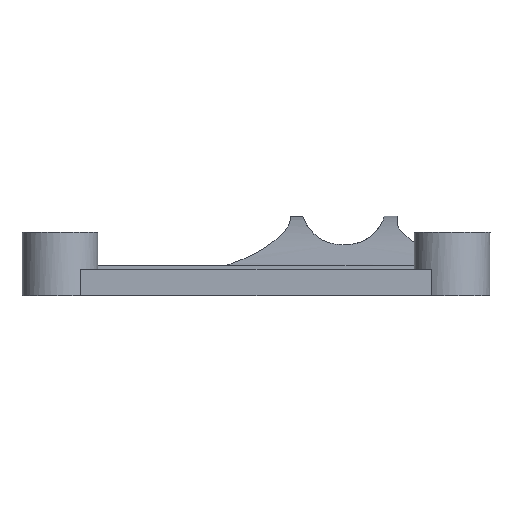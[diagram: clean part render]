
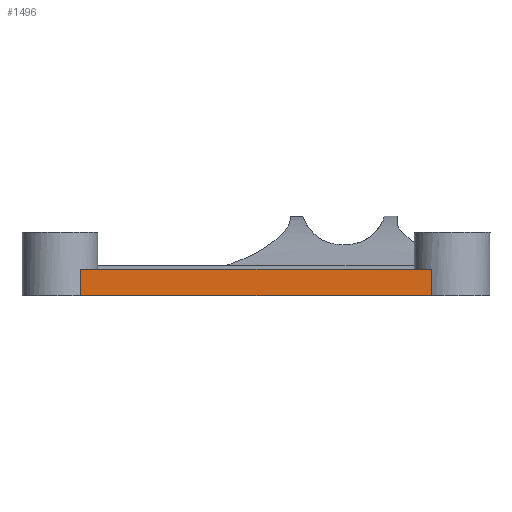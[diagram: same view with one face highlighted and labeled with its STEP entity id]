
A CAD part, front view. The second image highlights one B-rep face of the part: STEP entity #1496.
In plain terms, the highlighted planar face has unit normal (0, -1, 0).
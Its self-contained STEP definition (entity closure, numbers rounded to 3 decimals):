
#93=LINE('',#2577,#215);
#94=LINE('',#2579,#216);
#95=LINE('',#2581,#217);
#96=LINE('',#2582,#218);
#215=VECTOR('',#1960,10.);
#216=VECTOR('',#1961,10.);
#217=VECTOR('',#1962,10.);
#218=VECTOR('',#1963,10.);
#387=FACE_OUTER_BOUND('',#484,.T.);
#484=EDGE_LOOP('',(#1142,#1143,#1144,#1145));
#697=VERTEX_POINT('',#2575);
#698=VERTEX_POINT('',#2576);
#699=VERTEX_POINT('',#2578);
#700=VERTEX_POINT('',#2580);
#867=EDGE_CURVE('',#697,#698,#93,.T.);
#868=EDGE_CURVE('',#698,#699,#94,.T.);
#869=EDGE_CURVE('',#699,#700,#95,.T.);
#870=EDGE_CURVE('',#697,#700,#96,.T.);
#1142=ORIENTED_EDGE('',*,*,#867,.T.);
#1143=ORIENTED_EDGE('',*,*,#868,.T.);
#1144=ORIENTED_EDGE('',*,*,#869,.T.);
#1145=ORIENTED_EDGE('',*,*,#870,.F.);
#1427=PLANE('',#1646);
#1496=ADVANCED_FACE('',(#387),#1427,.T.);
#1646=AXIS2_PLACEMENT_3D('',#2574,#1958,#1959);
#1958=DIRECTION('center_axis',(0.,-1.,0.));
#1959=DIRECTION('ref_axis',(0.,0.,-1.));
#1960=DIRECTION('',(0.,0.,-1.));
#1961=DIRECTION('',(1.,0.,0.));
#1962=DIRECTION('',(0.,0.,1.));
#1963=DIRECTION('',(1.,0.,0.));
#2574=CARTESIAN_POINT('Origin',(28.506,18.341,10.047));
#2575=CARTESIAN_POINT('',(-2.336,18.341,10.047));
#2576=CARTESIAN_POINT('',(-2.336,18.341,7.947));
#2577=CARTESIAN_POINT('',(-2.336,18.341,5.047));
#2578=CARTESIAN_POINT('',(25.348,18.341,7.947));
#2579=CARTESIAN_POINT('',(58.506,18.341,7.947));
#2580=CARTESIAN_POINT('',(25.348,18.341,10.047));
#2581=CARTESIAN_POINT('',(25.348,18.341,5.047));
#2582=CARTESIAN_POINT('',(19.749,18.341,10.047));
